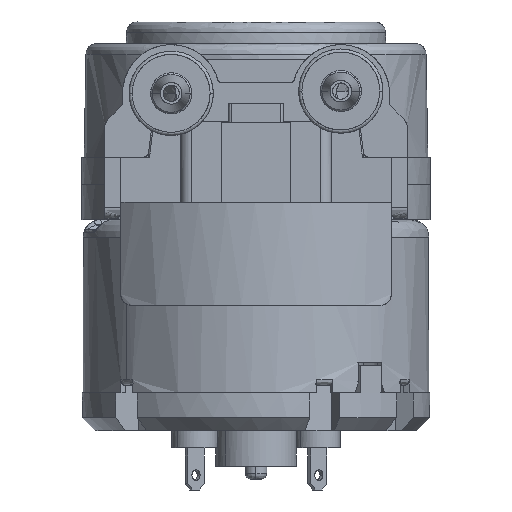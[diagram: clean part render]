
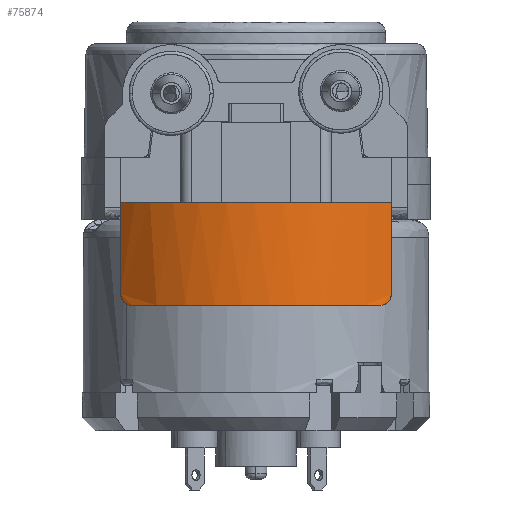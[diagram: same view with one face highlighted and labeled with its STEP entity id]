
A CAD part, front view. The second image highlights one B-rep face of the part: STEP entity #75874.
In plain terms, the highlighted free-form (B-spline) face has degree [2, 1] with [3, 2] control points.
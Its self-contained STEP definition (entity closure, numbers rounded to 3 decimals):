
#75874 = ADVANCED_FACE('',(#75875),#76015,.T.);
#75875 = FACE_BOUND('',#75876,.T.);
#75876 = EDGE_LOOP('',(#75877,#75887,#75894,#75903,#75912,#75921,#75930,
    #75939,#75948,#75956,#75965,#75974,#75983,#75992,#76001,#76010));
#75877 = ORIENTED_EDGE('',*,*,#75878,.F.);
#75878 = EDGE_CURVE('',#75879,#75881,#75883,.T.);
#75879 = VERTEX_POINT('',#75880);
#75880 = CARTESIAN_POINT('',(15.136,-23.025,
    37.394));
#75881 = VERTEX_POINT('',#75882);
#75882 = CARTESIAN_POINT('',(-14.148,-23.025,
    37.394));
#75883 = ( BOUNDED_CURVE() B_SPLINE_CURVE(2,(#75884,#75885,#75886),
.UNSPECIFIED.,.F.,.F.) B_SPLINE_CURVE_WITH_KNOTS((3,3),(
0.,1.593),.PIECEWISE_BEZIER_KNOTS.) CURVE() 
GEOMETRIC_REPRESENTATION_ITEM() RATIONAL_B_SPLINE_CURVE((1.,
0.699,1.)) REPRESENTATION_ITEM('') );
#75884 = CARTESIAN_POINT('',(15.136,-23.025,
    37.394));
#75885 = CARTESIAN_POINT('',(0.494,-37.993,
    37.394));
#75886 = CARTESIAN_POINT('',(-14.148,-23.025,
    37.394));
#75887 = ORIENTED_EDGE('',*,*,#75888,.F.);
#75888 = EDGE_CURVE('',#75889,#75879,#75891,.T.);
#75889 = VERTEX_POINT('',#75890);
#75890 = CARTESIAN_POINT('',(15.136,-23.025,
    27.446));
#75891 = B_SPLINE_CURVE_WITH_KNOTS('',1,(#75892,#75893),.UNSPECIFIED.,
  .F.,.F.,(2,2),(0.,8.5),.PIECEWISE_BEZIER_KNOTS.);
#75892 = CARTESIAN_POINT('',(15.136,-23.025,
    27.446));
#75893 = CARTESIAN_POINT('',(15.136,-23.025,
    37.394));
#75894 = ORIENTED_EDGE('',*,*,#75895,.F.);
#75895 = EDGE_CURVE('',#75896,#75889,#75898,.T.);
#75896 = VERTEX_POINT('',#75897);
#75897 = CARTESIAN_POINT('',(15.104,-23.057,
    27.176));
#75898 = B_SPLINE_CURVE_WITH_KNOTS('',3,(#75899,#75900,#75901,#75902),
  .UNSPECIFIED.,.F.,.F.,(4,4),(0.875,1.),.PIECEWISE_BEZIER_KNOTS.);
#75899 = CARTESIAN_POINT('',(15.104,-23.057,
    27.176));
#75900 = CARTESIAN_POINT('',(15.125,-23.035,
    27.265));
#75901 = CARTESIAN_POINT('',(15.136,-23.025,
    27.355));
#75902 = CARTESIAN_POINT('',(15.136,-23.025,
    27.446));
#75903 = ORIENTED_EDGE('',*,*,#75904,.F.);
#75904 = EDGE_CURVE('',#75905,#75896,#75907,.T.);
#75905 = VERTEX_POINT('',#75906);
#75906 = CARTESIAN_POINT('',(15.017,-23.145,
    26.932));
#75907 = B_SPLINE_CURVE_WITH_KNOTS('',3,(#75908,#75909,#75910,#75911),
  .UNSPECIFIED.,.F.,.F.,(4,4),(0.75,0.875),.PIECEWISE_BEZIER_KNOTS.);
#75908 = CARTESIAN_POINT('',(15.017,-23.145,
    26.932));
#75909 = CARTESIAN_POINT('',(15.055,-23.107,
    27.01));
#75910 = CARTESIAN_POINT('',(15.084,-23.077,
    27.091));
#75911 = CARTESIAN_POINT('',(15.104,-23.057,
    27.176));
#75912 = ORIENTED_EDGE('',*,*,#75913,.F.);
#75913 = EDGE_CURVE('',#75914,#75905,#75916,.T.);
#75914 = VERTEX_POINT('',#75915);
#75915 = CARTESIAN_POINT('',(14.888,-23.273,
    26.726));
#75916 = B_SPLINE_CURVE_WITH_KNOTS('',3,(#75917,#75918,#75919,#75920),
  .UNSPECIFIED.,.F.,.F.,(4,4),(0.625,0.75),.PIECEWISE_BEZIER_KNOTS.);
#75917 = CARTESIAN_POINT('',(14.888,-23.273,
    26.726));
#75918 = CARTESIAN_POINT('',(14.938,-23.224,
    26.791));
#75919 = CARTESIAN_POINT('',(14.981,-23.181,
    26.859));
#75920 = CARTESIAN_POINT('',(15.017,-23.145,
    26.932));
#75921 = ORIENTED_EDGE('',*,*,#75922,.F.);
#75922 = EDGE_CURVE('',#75923,#75914,#75925,.T.);
#75923 = VERTEX_POINT('',#75924);
#75924 = CARTESIAN_POINT('',(14.732,-23.426,
    26.561));
#75925 = B_SPLINE_CURVE_WITH_KNOTS('',3,(#75926,#75927,#75928,#75929),
  .UNSPECIFIED.,.F.,.F.,(4,4),(0.5,0.625),.PIECEWISE_BEZIER_KNOTS.);
#75926 = CARTESIAN_POINT('',(14.732,-23.426,
    26.561));
#75927 = CARTESIAN_POINT('',(14.789,-23.37,
    26.611));
#75928 = CARTESIAN_POINT('',(14.842,-23.319,
    26.666));
#75929 = CARTESIAN_POINT('',(14.888,-23.273,
    26.726));
#75930 = ORIENTED_EDGE('',*,*,#75931,.F.);
#75931 = EDGE_CURVE('',#75932,#75923,#75934,.T.);
#75932 = VERTEX_POINT('',#75933);
#75933 = CARTESIAN_POINT('',(14.368,-23.77,
    26.347));
#75934 = B_SPLINE_CURVE_WITH_KNOTS('',3,(#75935,#75936,#75937,#75938),
  .UNSPECIFIED.,.F.,.F.,(4,4),(0.25,0.5),.PIECEWISE_BEZIER_KNOTS.);
#75935 = CARTESIAN_POINT('',(14.368,-23.77,
    26.347));
#75936 = CARTESIAN_POINT('',(14.503,-23.645,
    26.396));
#75937 = CARTESIAN_POINT('',(14.624,-23.531,
    26.468));
#75938 = CARTESIAN_POINT('',(14.732,-23.426,
    26.561));
#75939 = ORIENTED_EDGE('',*,*,#75940,.F.);
#75940 = EDGE_CURVE('',#75941,#75932,#75943,.T.);
#75941 = VERTEX_POINT('',#75942);
#75942 = CARTESIAN_POINT('',(13.965,-24.131,
    26.275));
#75943 = B_SPLINE_CURVE_WITH_KNOTS('',3,(#75944,#75945,#75946,#75947),
  .UNSPECIFIED.,.F.,.F.,(4,4),(0.,0.25),.PIECEWISE_BEZIER_KNOTS.);
#75944 = CARTESIAN_POINT('',(13.965,-24.131,
    26.275));
#75945 = CARTESIAN_POINT('',(14.104,-24.01,
    26.275));
#75946 = CARTESIAN_POINT('',(14.238,-23.889,
    26.299));
#75947 = CARTESIAN_POINT('',(14.368,-23.77,
    26.347));
#75948 = ORIENTED_EDGE('',*,*,#75949,.F.);
#75949 = EDGE_CURVE('',#75950,#75941,#75952,.T.);
#75950 = VERTEX_POINT('',#75951);
#75951 = CARTESIAN_POINT('',(-12.977,-24.131,
    26.275));
#75952 = ( BOUNDED_CURVE() B_SPLINE_CURVE(2,(#75953,#75954,#75955),
.UNSPECIFIED.,.F.,.F.) B_SPLINE_CURVE_WITH_KNOTS((3,3),(3.995,
5.43),.PIECEWISE_BEZIER_KNOTS.) CURVE() 
GEOMETRIC_REPRESENTATION_ITEM() RATIONAL_B_SPLINE_CURVE((1.,
0.753,1.)) REPRESENTATION_ITEM('') );
#75953 = CARTESIAN_POINT('',(-12.977,-24.131,
    26.275));
#75954 = CARTESIAN_POINT('',(0.494,-35.893,
    26.275));
#75955 = CARTESIAN_POINT('',(13.965,-24.131,
    26.275));
#75956 = ORIENTED_EDGE('',*,*,#75957,.F.);
#75957 = EDGE_CURVE('',#75958,#75950,#75960,.T.);
#75958 = VERTEX_POINT('',#75959);
#75959 = CARTESIAN_POINT('',(-13.381,-23.769,
    26.347));
#75960 = B_SPLINE_CURVE_WITH_KNOTS('',3,(#75961,#75962,#75963,#75964),
  .UNSPECIFIED.,.F.,.F.,(4,4),(0.75,1.),.PIECEWISE_BEZIER_KNOTS.);
#75961 = CARTESIAN_POINT('',(-13.381,-23.769,
    26.347));
#75962 = CARTESIAN_POINT('',(-13.251,-23.889,
    26.299));
#75963 = CARTESIAN_POINT('',(-13.116,-24.009,
    26.275));
#75964 = CARTESIAN_POINT('',(-12.977,-24.131,
    26.275));
#75965 = ORIENTED_EDGE('',*,*,#75966,.F.);
#75966 = EDGE_CURVE('',#75967,#75958,#75969,.T.);
#75967 = VERTEX_POINT('',#75968);
#75968 = CARTESIAN_POINT('',(-13.745,-23.426,
    26.562));
#75969 = B_SPLINE_CURVE_WITH_KNOTS('',3,(#75970,#75971,#75972,#75973),
  .UNSPECIFIED.,.F.,.F.,(4,4),(0.5,0.75),.PIECEWISE_BEZIER_KNOTS.);
#75970 = CARTESIAN_POINT('',(-13.745,-23.426,
    26.562));
#75971 = CARTESIAN_POINT('',(-13.637,-23.53,
    26.468));
#75972 = CARTESIAN_POINT('',(-13.516,-23.645,
    26.397));
#75973 = CARTESIAN_POINT('',(-13.381,-23.769,
    26.347));
#75974 = ORIENTED_EDGE('',*,*,#75975,.F.);
#75975 = EDGE_CURVE('',#75976,#75967,#75978,.T.);
#75976 = VERTEX_POINT('',#75977);
#75977 = CARTESIAN_POINT('',(-13.901,-23.273,
    26.727));
#75978 = B_SPLINE_CURVE_WITH_KNOTS('',3,(#75979,#75980,#75981,#75982),
  .UNSPECIFIED.,.F.,.F.,(4,4),(0.375,0.5),.PIECEWISE_BEZIER_KNOTS.);
#75979 = CARTESIAN_POINT('',(-13.901,-23.273,
    26.727));
#75980 = CARTESIAN_POINT('',(-13.854,-23.319,
    26.667));
#75981 = CARTESIAN_POINT('',(-13.802,-23.37,
    26.612));
#75982 = CARTESIAN_POINT('',(-13.745,-23.426,
    26.562));
#75983 = ORIENTED_EDGE('',*,*,#75984,.F.);
#75984 = EDGE_CURVE('',#75985,#75976,#75987,.T.);
#75985 = VERTEX_POINT('',#75986);
#75986 = CARTESIAN_POINT('',(-14.029,-23.145,
    26.932));
#75987 = B_SPLINE_CURVE_WITH_KNOTS('',3,(#75988,#75989,#75990,#75991),
  .UNSPECIFIED.,.F.,.F.,(4,4),(0.25,0.375),.PIECEWISE_BEZIER_KNOTS.);
#75988 = CARTESIAN_POINT('',(-14.029,-23.145,
    26.932));
#75989 = CARTESIAN_POINT('',(-13.994,-23.181,
    26.859));
#75990 = CARTESIAN_POINT('',(-13.951,-23.223,
    26.791));
#75991 = CARTESIAN_POINT('',(-13.901,-23.273,
    26.727));
#75992 = ORIENTED_EDGE('',*,*,#75993,.F.);
#75993 = EDGE_CURVE('',#75994,#75985,#75996,.T.);
#75994 = VERTEX_POINT('',#75995);
#75995 = CARTESIAN_POINT('',(-14.116,-23.057,
    27.177));
#75996 = B_SPLINE_CURVE_WITH_KNOTS('',3,(#75997,#75998,#75999,#76000),
  .UNSPECIFIED.,.F.,.F.,(4,4),(0.125,0.25),.PIECEWISE_BEZIER_KNOTS.);
#75997 = CARTESIAN_POINT('',(-14.116,-23.057,
    27.177));
#75998 = CARTESIAN_POINT('',(-14.096,-23.077,
    27.092));
#75999 = CARTESIAN_POINT('',(-14.067,-23.106,27.011
    ));
#76000 = CARTESIAN_POINT('',(-14.029,-23.145,
    26.932));
#76001 = ORIENTED_EDGE('',*,*,#76002,.F.);
#76002 = EDGE_CURVE('',#76003,#75994,#76005,.T.);
#76003 = VERTEX_POINT('',#76004);
#76004 = CARTESIAN_POINT('',(-14.148,-23.025,
    27.446));
#76005 = B_SPLINE_CURVE_WITH_KNOTS('',3,(#76006,#76007,#76008,#76009),
  .UNSPECIFIED.,.F.,.F.,(4,4),(0.,0.125),.PIECEWISE_BEZIER_KNOTS.);
#76006 = CARTESIAN_POINT('',(-14.148,-23.025,
    27.446));
#76007 = CARTESIAN_POINT('',(-14.148,-23.025,
    27.355));
#76008 = CARTESIAN_POINT('',(-14.137,-23.035,
    27.265));
#76009 = CARTESIAN_POINT('',(-14.116,-23.057,
    27.177));
#76010 = ORIENTED_EDGE('',*,*,#76011,.F.);
#76011 = EDGE_CURVE('',#75881,#76003,#76012,.T.);
#76012 = B_SPLINE_CURVE_WITH_KNOTS('',1,(#76013,#76014),.UNSPECIFIED.,
  .F.,.F.,(2,2),(0.,8.5),.PIECEWISE_BEZIER_KNOTS.);
#76013 = CARTESIAN_POINT('',(-14.148,-23.025,
    37.394));
#76014 = CARTESIAN_POINT('',(-14.148,-23.025,
    27.446));
#76015 = ( BOUNDED_SURFACE() B_SPLINE_SURFACE(2,1,(
    (#76016,#76017)
    ,(#76018,#76019)
    ,(#76020,#76021
)),.UNSPECIFIED.,.F.,.F.,.F.) B_SPLINE_SURFACE_WITH_KNOTS((3,3),(2,2),(
    0.774,2.367),(0.,9.5),.PIECEWISE_BEZIER_KNOTS.) 
GEOMETRIC_REPRESENTATION_ITEM() RATIONAL_B_SPLINE_SURFACE((
    (1.,1.)
    ,(0.699,0.699)
,(1.,1.))) REPRESENTATION_ITEM('') SURFACE() );
#76016 = CARTESIAN_POINT('',(15.136,-23.025,
    26.275));
#76017 = CARTESIAN_POINT('',(15.136,-23.025,
    37.394));
#76018 = CARTESIAN_POINT('',(0.494,-37.993,
    26.275));
#76019 = CARTESIAN_POINT('',(0.494,-37.993,
    37.394));
#76020 = CARTESIAN_POINT('',(-14.148,-23.025,
    26.275));
#76021 = CARTESIAN_POINT('',(-14.148,-23.025,
    37.394));
